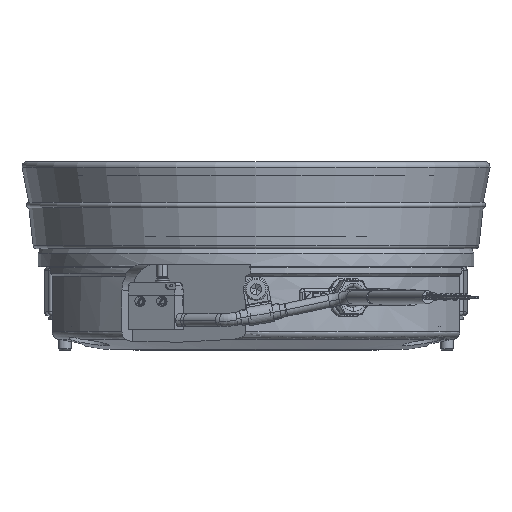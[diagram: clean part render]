
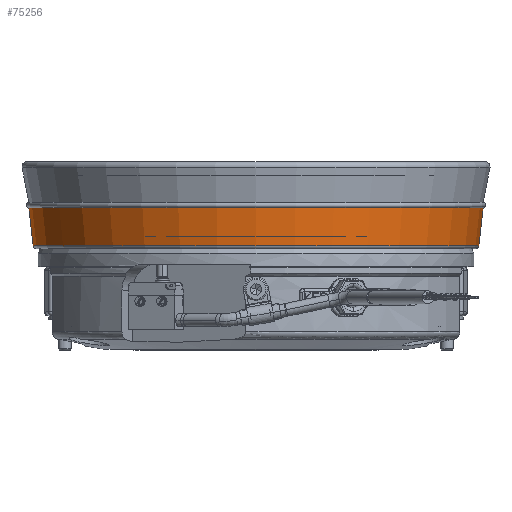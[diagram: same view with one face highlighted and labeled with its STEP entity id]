
A CAD part, front view. The second image highlights one B-rep face of the part: STEP entity #75256.
In plain terms, the highlighted conical face has half-angle 6.483 degrees and reference radius 85.5 mm.
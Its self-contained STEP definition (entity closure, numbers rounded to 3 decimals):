
#33 = VERTEX_POINT ( 'NONE', #85215 ) ;
#3801 = DIRECTION ( 'NONE',  ( 0.113, 0., 0.994 ) ) ;
#5335 = LINE ( 'NONE', #44305, #48468 ) ;
#5496 = VERTEX_POINT ( 'NONE', #44144 ) ;
#6684 = EDGE_CURVE ( 'NONE', #67845, #44976, #52998, .T. ) ;
#7233 = DIRECTION ( 'NONE',  ( 0., 0., 1. ) ) ;
#17003 = ORIENTED_EDGE ( 'NONE', *, *, #62628, .F. ) ;
#24362 = ORIENTED_EDGE ( 'NONE', *, *, #83798, .F. ) ;
#25477 = FACE_OUTER_BOUND ( 'NONE', #79676, .T. ) ;
#26130 = CIRCLE ( 'NONE', #58102, 83.881 ) ;
#29658 = CIRCLE ( 'NONE', #53225, 85.5 ) ;
#29758 = AXIS2_PLACEMENT_3D ( 'NONE', #49688, #73920, #58134 ) ;
#32868 = DIRECTION ( 'NONE',  ( 0., 0., 1. ) ) ;
#34427 = DIRECTION ( 'NONE',  ( 1., 0., 0. ) ) ;
#44144 = CARTESIAN_POINT ( 'NONE',  ( 83.881, 0., -29.397 ) ) ;
#44305 = CARTESIAN_POINT ( 'NONE',  ( 85.5, 0., -15.15 ) ) ;
#44751 = CARTESIAN_POINT ( 'NONE',  ( 0., 0., -29.397 ) ) ;
#44976 = VERTEX_POINT ( 'NONE', #65372 ) ;
#47067 = VECTOR ( 'NONE', #102342, 1000. ) ;
#48468 = VECTOR ( 'NONE', #3801, 1000. ) ;
#49246 = ORIENTED_EDGE ( 'NONE', *, *, #81887, .T. ) ;
#49688 = CARTESIAN_POINT ( 'NONE',  ( 0., 0., -15.15 ) ) ;
#52998 = LINE ( 'NONE', #69274, #47067 ) ;
#53225 = AXIS2_PLACEMENT_3D ( 'NONE', #97529, #32868, #34427 ) ;
#58102 = AXIS2_PLACEMENT_3D ( 'NONE', #44751, #7233, #76876 ) ;
#58134 = DIRECTION ( 'NONE',  ( 1., 0., 0. ) ) ;
#61707 = CONICAL_SURFACE ( 'NONE', #29758, 85.5, 0.113 ) ;
#62628 = EDGE_CURVE ( 'NONE', #33, #44976, #29658, .T. ) ;
#65372 = CARTESIAN_POINT ( 'NONE',  ( -85.5, 0., -15.15 ) ) ;
#67845 = VERTEX_POINT ( 'NONE', #89256 ) ;
#69274 = CARTESIAN_POINT ( 'NONE',  ( -85.5, 0., -15.15 ) ) ;
#73823 = ORIENTED_EDGE ( 'NONE', *, *, #6684, .T. ) ;
#73920 = DIRECTION ( 'NONE',  ( 0., 0., 1. ) ) ;
#75256 = ADVANCED_FACE ( 'NONE', ( #25477 ), #61707, .T. ) ;
#76876 = DIRECTION ( 'NONE',  ( 1., 0., 0. ) ) ;
#79676 = EDGE_LOOP ( 'NONE', ( #49246, #73823, #17003, #24362 ) ) ;
#81887 = EDGE_CURVE ( 'NONE', #5496, #67845, #26130, .T. ) ;
#83798 = EDGE_CURVE ( 'NONE', #5496, #33, #5335, .T. ) ;
#85215 = CARTESIAN_POINT ( 'NONE',  ( 85.5, 0., -15.15 ) ) ;
#89256 = CARTESIAN_POINT ( 'NONE',  ( -83.881, 0., -29.397 ) ) ;
#97529 = CARTESIAN_POINT ( 'NONE',  ( 0., 0., -15.15 ) ) ;
#102342 = DIRECTION ( 'NONE',  ( -0.113, 0., 0.994 ) ) ;
